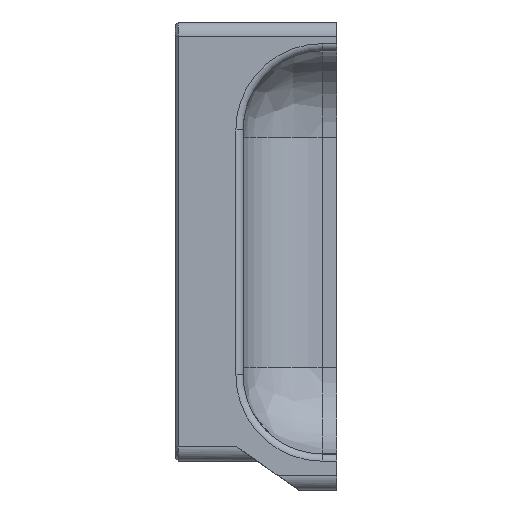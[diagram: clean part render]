
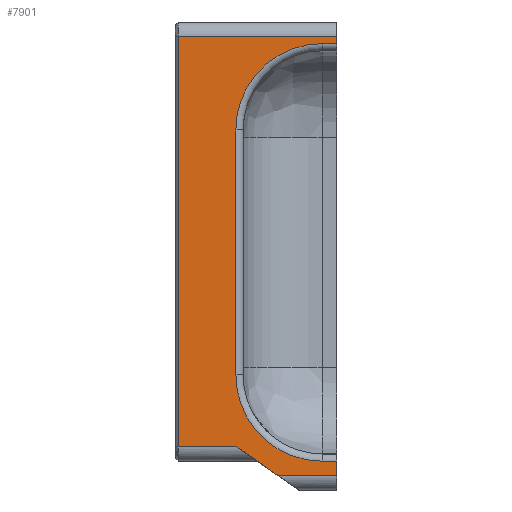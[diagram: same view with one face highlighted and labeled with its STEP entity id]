
A CAD part, left-side view. The second image highlights one B-rep face of the part: STEP entity #7901.
In plain terms, the highlighted planar face has unit normal (-1, 0, 0).
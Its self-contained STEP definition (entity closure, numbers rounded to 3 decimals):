
#569=CIRCLE('',#8572,12.);
#570=CIRCLE('',#8573,12.);
#906=FACE_OUTER_BOUND('',#1371,.T.);
#1371=EDGE_LOOP('',(#6338,#6339,#6340,#6341,#6342,#6343,#6344,#6345,#6346,
#6347,#6348,#6349));
#2088=LINE('',#12727,#2865);
#2093=LINE('',#12741,#2870);
#2094=LINE('',#12744,#2871);
#2095=LINE('',#12746,#2872);
#2096=LINE('',#12748,#2873);
#2097=LINE('',#12750,#2874);
#2098=LINE('',#12754,#2875);
#2099=LINE('',#12758,#2876);
#2100=LINE('',#12760,#2877);
#2101=LINE('',#12761,#2878);
#2865=VECTOR('',#10321,10.);
#2870=VECTOR('',#10338,10.);
#2871=VECTOR('',#10341,10.);
#2872=VECTOR('',#10342,10.);
#2873=VECTOR('',#10343,10.);
#2874=VECTOR('',#10344,10.);
#2875=VECTOR('',#10347,10.);
#2876=VECTOR('',#10350,10.);
#2877=VECTOR('',#10351,10.);
#2878=VECTOR('',#10352,10.);
#3598=VERTEX_POINT('',#12721);
#3599=VERTEX_POINT('',#12725);
#3602=VERTEX_POINT('',#12739);
#3603=VERTEX_POINT('',#12743);
#3604=VERTEX_POINT('',#12745);
#3605=VERTEX_POINT('',#12747);
#3606=VERTEX_POINT('',#12749);
#3607=VERTEX_POINT('',#12751);
#3608=VERTEX_POINT('',#12753);
#3609=VERTEX_POINT('',#12755);
#3610=VERTEX_POINT('',#12757);
#3611=VERTEX_POINT('',#12759);
#4588=EDGE_CURVE('',#3598,#3599,#2088,.T.);
#4595=EDGE_CURVE('',#3599,#3602,#2093,.T.);
#4596=EDGE_CURVE('',#3603,#3602,#2094,.T.);
#4597=EDGE_CURVE('',#3603,#3604,#2095,.T.);
#4598=EDGE_CURVE('',#3605,#3604,#2096,.T.);
#4599=EDGE_CURVE('',#3605,#3606,#2097,.T.);
#4600=EDGE_CURVE('',#3606,#3607,#569,.T.);
#4601=EDGE_CURVE('',#3607,#3608,#2098,.T.);
#4602=EDGE_CURVE('',#3608,#3609,#570,.T.);
#4603=EDGE_CURVE('',#3609,#3610,#2099,.T.);
#4604=EDGE_CURVE('',#3611,#3610,#2100,.T.);
#4605=EDGE_CURVE('',#3611,#3598,#2101,.T.);
#6338=ORIENTED_EDGE('',*,*,#4588,.T.);
#6339=ORIENTED_EDGE('',*,*,#4595,.T.);
#6340=ORIENTED_EDGE('',*,*,#4596,.F.);
#6341=ORIENTED_EDGE('',*,*,#4597,.T.);
#6342=ORIENTED_EDGE('',*,*,#4598,.F.);
#6343=ORIENTED_EDGE('',*,*,#4599,.T.);
#6344=ORIENTED_EDGE('',*,*,#4600,.T.);
#6345=ORIENTED_EDGE('',*,*,#4601,.T.);
#6346=ORIENTED_EDGE('',*,*,#4602,.T.);
#6347=ORIENTED_EDGE('',*,*,#4603,.T.);
#6348=ORIENTED_EDGE('',*,*,#4604,.F.);
#6349=ORIENTED_EDGE('',*,*,#4605,.T.);
#7553=PLANE('',#8571);
#7901=ADVANCED_FACE('',(#906),#7553,.F.);
#8571=AXIS2_PLACEMENT_3D('',#12742,#10339,#10340);
#8572=AXIS2_PLACEMENT_3D('',#12752,#10345,#10346);
#8573=AXIS2_PLACEMENT_3D('',#12756,#10348,#10349);
#10321=DIRECTION('',(0.,0.,-1.));
#10338=DIRECTION('',(0.,-1.,0.));
#10339=DIRECTION('center_axis',(1.,0.,0.));
#10340=DIRECTION('ref_axis',(0.,0.,
-1.));
#10341=DIRECTION('',(0.,0.819,0.574));
#10342=DIRECTION('',(0.,-1.,0.));
#10343=DIRECTION('',(0.,0.,-1.));
#10344=DIRECTION('',(0.,1.,0.));
#10345=DIRECTION('center_axis',(1.,0.,0.));
#10346=DIRECTION('ref_axis',(0.,0.707,-0.707));
#10347=DIRECTION('',(0.,0.,1.));
#10348=DIRECTION('center_axis',(1.,0.,0.));
#10349=DIRECTION('ref_axis',(0.,0.707,0.707));
#10350=DIRECTION('',(0.,-1.,0.));
#10351=DIRECTION('',(0.,0.,-1.));
#10352=DIRECTION('',(0.,1.,0.));
#12721=CARTESIAN_POINT('',(-204.5,12.,-523.));
#12725=CARTESIAN_POINT('',(-204.5,12.,-580.));
#12727=CARTESIAN_POINT('',(-204.5,12.,-536.25));
#12739=CARTESIAN_POINT('',(-204.5,3.856,-580.));
#12741=CARTESIAN_POINT('',(-204.5,-4.5,-580.));
#12742=CARTESIAN_POINT('Origin',(-204.5,-10.,-520.));
#12743=CARTESIAN_POINT('',(-204.5,-1.856,-584.));
#12744=CARTESIAN_POINT('',(-204.5,9.018,-576.386));
#12745=CARTESIAN_POINT('',(-204.5,-10.,-584.));
#12746=CARTESIAN_POINT('',(-204.5,-10.,-584.));
#12747=CARTESIAN_POINT('',(-204.5,-10.,-582.));
#12748=CARTESIAN_POINT('',(-204.5,-10.,-582.));
#12749=CARTESIAN_POINT('',(-204.5,-8.,-582.));
#12750=CARTESIAN_POINT('',(-204.5,-10.,-582.));
#12751=CARTESIAN_POINT('',(-204.5,4.,-570.));
#12752=CARTESIAN_POINT('Origin',(-204.5,-8.,-570.));
#12753=CARTESIAN_POINT('',(-204.5,4.,-536.));
#12754=CARTESIAN_POINT('',(-204.5,4.,-528.));
#12755=CARTESIAN_POINT('',(-204.5,-8.,-524.));
#12756=CARTESIAN_POINT('Origin',(-204.5,-8.,-536.));
#12757=CARTESIAN_POINT('',(-204.5,-10.,-524.));
#12758=CARTESIAN_POINT('',(-204.5,-11.5,-524.));
#12759=CARTESIAN_POINT('',(-204.5,-10.,-523.));
#12760=CARTESIAN_POINT('',(-204.5,-10.,-518.));
#12761=CARTESIAN_POINT('',(-204.5,-10.,-523.));
